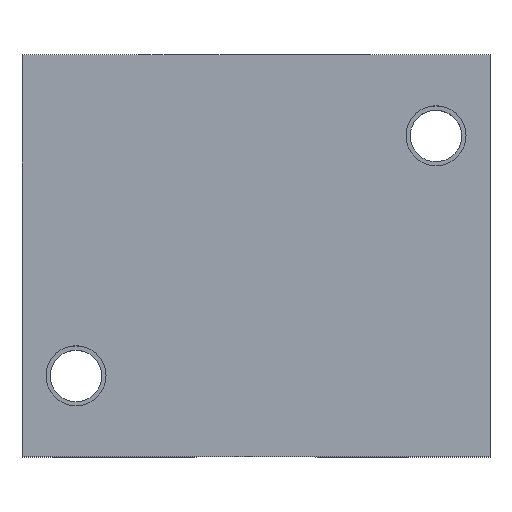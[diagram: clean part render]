
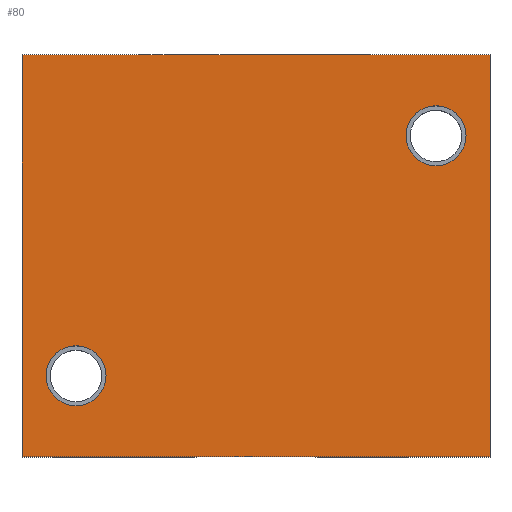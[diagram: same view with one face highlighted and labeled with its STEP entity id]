
A CAD part, top view. The second image highlights one B-rep face of the part: STEP entity #80.
In plain terms, the highlighted planar face has unit normal (0, 0, 1).
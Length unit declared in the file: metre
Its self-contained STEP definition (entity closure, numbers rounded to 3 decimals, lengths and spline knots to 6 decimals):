
#80 = ADVANCED_FACE( '', ( #191, #192, #193 ), #194, .F. );
#191 = FACE_BOUND( '', #352, .T. );
#192 = FACE_OUTER_BOUND( '', #353, .T. );
#193 = FACE_BOUND( '', #354, .T. );
#194 = PLANE( '', #355 );
#352 = EDGE_LOOP( '', ( #546 ) );
#353 = EDGE_LOOP( '', ( #547, #548, #549, #550 ) );
#354 = EDGE_LOOP( '', ( #551 ) );
#355 = AXIS2_PLACEMENT_3D( '', #552, #553, #554 );
#546 = ORIENTED_EDGE( '', *, *, #915, .T. );
#547 = ORIENTED_EDGE( '', *, *, #916, .T. );
#548 = ORIENTED_EDGE( '', *, *, #917, .F. );
#549 = ORIENTED_EDGE( '', *, *, #918, .F. );
#550 = ORIENTED_EDGE( '', *, *, #919, .T. );
#551 = ORIENTED_EDGE( '', *, *, #920, .T. );
#552 = CARTESIAN_POINT( '', ( -0.039, 0.067, 0.03 ) );
#553 = DIRECTION( '', ( 0., 0., -1. ) );
#554 = DIRECTION( '', ( -1., 0., 0. ) );
#915 = EDGE_CURVE( '', #1093, #1093, #1094, .T. );
#916 = EDGE_CURVE( '', #1095, #1096, #1097, .T. );
#917 = EDGE_CURVE( '', #1098, #1096, #1099, .T. );
#918 = EDGE_CURVE( '', #1100, #1098, #1101, .T. );
#919 = EDGE_CURVE( '', #1100, #1095, #1102, .T. );
#920 = EDGE_CURVE( '', #1103, #1103, #1104, .T. );
#1093 = VERTEX_POINT( '', #1344 );
#1094 = CIRCLE( '', #1345, 0.005 );
#1095 = VERTEX_POINT( '', #1346 );
#1096 = VERTEX_POINT( '', #1347 );
#1097 = LINE( '', #1348, #1349 );
#1098 = VERTEX_POINT( '', #1350 );
#1099 = LINE( '', #1351, #1352 );
#1100 = VERTEX_POINT( '', #1353 );
#1101 = LINE( '', #1354, #1355 );
#1102 = LINE( '', #1356, #1357 );
#1103 = VERTEX_POINT( '', #1358 );
#1104 = CIRCLE( '', #1359, 0.005 );
#1344 = CARTESIAN_POINT( '', ( 0.03, 0.0585, 0.03 ) );
#1345 = AXIS2_PLACEMENT_3D( '', #1709, #1710, #1711 );
#1346 = CARTESIAN_POINT( '', ( -0.039, 0., 0.03 ) );
#1347 = CARTESIAN_POINT( '', ( 0.039, 0., 0.03 ) );
#1348 = CARTESIAN_POINT( '', ( -0.039, 0., 0.03 ) );
#1349 = VECTOR( '', #1712, 1. );
#1350 = CARTESIAN_POINT( '', ( 0.039, 0.067, 0.03 ) );
#1351 = CARTESIAN_POINT( '', ( 0.039, 0.067, 0.03 ) );
#1352 = VECTOR( '', #1713, 1. );
#1353 = CARTESIAN_POINT( '', ( -0.039, 0.067, 0.03 ) );
#1354 = CARTESIAN_POINT( '', ( -0.039, 0.067, 0.03 ) );
#1355 = VECTOR( '', #1714, 1. );
#1356 = CARTESIAN_POINT( '', ( -0.039, 0.067, 0.03 ) );
#1357 = VECTOR( '', #1715, 1. );
#1358 = CARTESIAN_POINT( '', ( -0.03, 0.0185, 0.03 ) );
#1359 = AXIS2_PLACEMENT_3D( '', #1716, #1717, #1718 );
#1709 = CARTESIAN_POINT( '', ( 0.03, 0.0535, 0.03 ) );
#1710 = DIRECTION( '', ( 0., 0., -1. ) );
#1711 = DIRECTION( '', ( 0., 1., 0. ) );
#1712 = DIRECTION( '', ( 1., 0., 0. ) );
#1713 = DIRECTION( '', ( 0., -1., 0. ) );
#1714 = DIRECTION( '', ( 1., 0., 0. ) );
#1715 = DIRECTION( '', ( 0., -1., 0. ) );
#1716 = CARTESIAN_POINT( '', ( -0.03, 0.0135, 0.03 ) );
#1717 = DIRECTION( '', ( 0., 0., -1. ) );
#1718 = DIRECTION( '', ( 0., 1., 0. ) );
